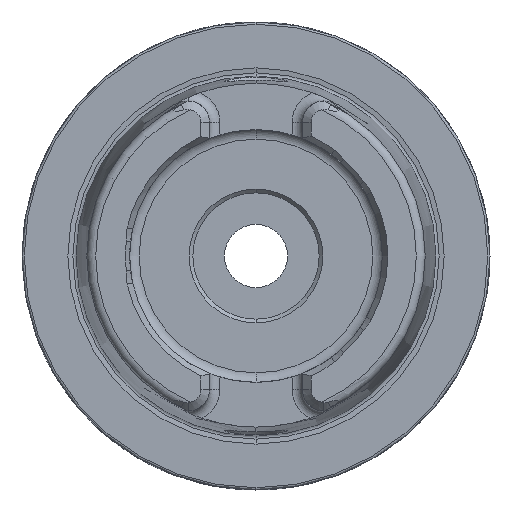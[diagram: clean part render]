
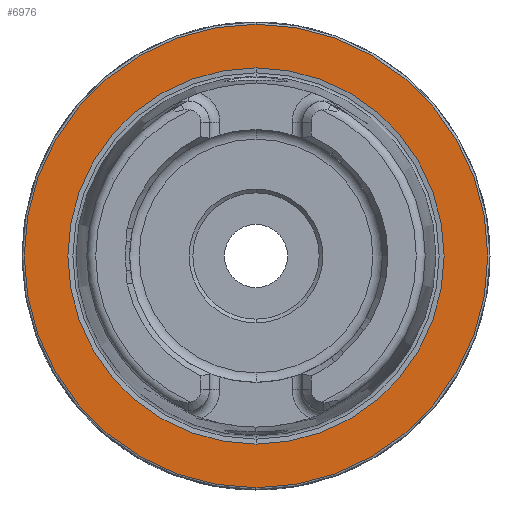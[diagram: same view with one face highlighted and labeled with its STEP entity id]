
A CAD part, left-side view. The second image highlights one B-rep face of the part: STEP entity #6976.
In plain terms, the highlighted planar face has unit normal (-1, 0, 0).
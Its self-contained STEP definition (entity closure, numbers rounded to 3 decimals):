
#468 = CIRCLE ( 'NONE', #7955, 31.2 ) ;
#471 = CIRCLE ( 'NONE', #7958, 25.324 ) ;
#4103 = CARTESIAN_POINT ( 'NONE',  ( 0., 0., 0. ) ) ;
#4104 = DIRECTION ( 'NONE',  ( -1., 0., 0. ) ) ;
#4105 = DIRECTION ( 'NONE',  ( 0., 0., 1. ) ) ;
#4107 = CARTESIAN_POINT ( 'NONE',  ( 0., 0., 0. ) ) ;
#4109 = DIRECTION ( 'NONE',  ( -1., 0., 0. ) ) ;
#4111 = DIRECTION ( 'NONE',  ( 0., 0., 1. ) ) ;
#4794 = CIRCLE ( 'NONE', #8408, 25.324 ) ;
#4798 = CIRCLE ( 'NONE', #8409, 31.2 ) ;
#4978 = FACE_OUTER_BOUND ( 'NONE', #10960, .T. ) ;
#4981 = FACE_BOUND ( 'NONE', #10557, .T. ) ;
#5627 = CARTESIAN_POINT ( 'NONE',  ( 0., 0., 0. ) ) ;
#5628 = DIRECTION ( 'NONE',  ( -1., 0., 0. ) ) ;
#5629 = DIRECTION ( 'NONE',  ( 0., 0., 1. ) ) ;
#5639 = CARTESIAN_POINT ( 'NONE',  ( 0., 0., 0. ) ) ;
#5640 = DIRECTION ( 'NONE',  ( -1., 0., 0. ) ) ;
#5641 = DIRECTION ( 'NONE',  ( 0., 0., 1. ) ) ;
#5763 = EDGE_CURVE ( 'NONE', #9257, #9256, #4794, .T. ) ;
#5764 = EDGE_CURVE ( 'NONE', #9252, #9251, #4798, .T. ) ;
#6758 = CARTESIAN_POINT ( 'NONE',  ( 0., 31.2, 0. ) ) ;
#6761 = PLANE ( 'NONE',  #10039 ) ;
#6763 = DIRECTION ( 'NONE',  ( 1., 0., 0. ) ) ;
#6764 = DIRECTION ( 'NONE',  ( 0., 0., -1. ) ) ;
#6976 = ADVANCED_FACE ( 'NONE', ( #4981, #4978 ), #6761, .F. ) ;
#7955 = AXIS2_PLACEMENT_3D ( 'NONE', #5627, #5628, #5629 ) ;
#7958 = AXIS2_PLACEMENT_3D ( 'NONE', #5639, #5640, #5641 ) ;
#8192 = CARTESIAN_POINT ( 'NONE',  ( 0., 0., 31.2 ) ) ;
#8193 = CARTESIAN_POINT ( 'NONE',  ( 0., 0., -31.2 ) ) ;
#8197 = CARTESIAN_POINT ( 'NONE',  ( 0., 0., -25.324 ) ) ;
#8198 = CARTESIAN_POINT ( 'NONE',  ( 0., 0., 25.324 ) ) ;
#8408 = AXIS2_PLACEMENT_3D ( 'NONE', #4103, #4104, #4105 ) ;
#8409 = AXIS2_PLACEMENT_3D ( 'NONE', #4107, #4109, #4111 ) ;
#9251 = VERTEX_POINT ( 'NONE', #8192 ) ;
#9252 = VERTEX_POINT ( 'NONE', #8193 ) ;
#9256 = VERTEX_POINT ( 'NONE', #8197 ) ;
#9257 = VERTEX_POINT ( 'NONE', #8198 ) ;
#10039 = AXIS2_PLACEMENT_3D ( 'NONE', #6758, #6763, #6764 ) ;
#10478 = EDGE_CURVE ( 'NONE', #9251, #9252, #468, .T. ) ;
#10482 = EDGE_CURVE ( 'NONE', #9256, #9257, #471, .T. ) ;
#10557 = EDGE_LOOP ( 'NONE', ( #10851, #10852 ) ) ;
#10851 = ORIENTED_EDGE ( 'NONE', *, *, #5763, .F. ) ;
#10852 = ORIENTED_EDGE ( 'NONE', *, *, #10482, .F. ) ;
#10853 = ORIENTED_EDGE ( 'NONE', *, *, #10478, .T. ) ;
#10854 = ORIENTED_EDGE ( 'NONE', *, *, #5764, .T. ) ;
#10960 = EDGE_LOOP ( 'NONE', ( #10853, #10854 ) ) ;
